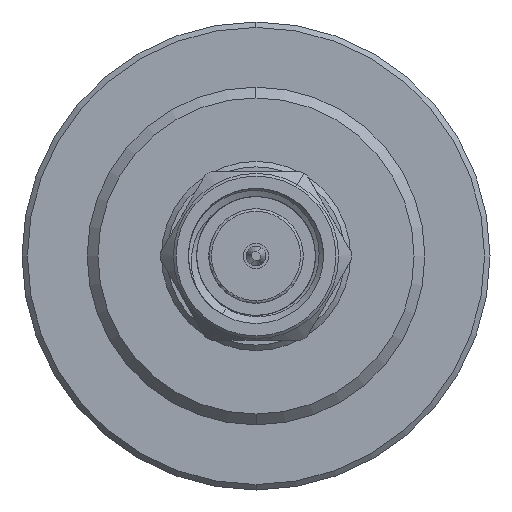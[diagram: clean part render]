
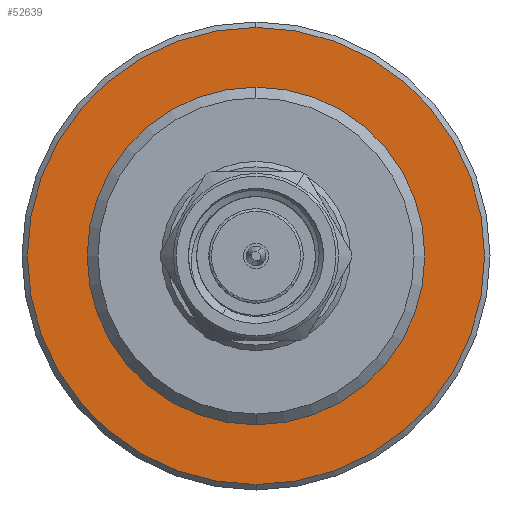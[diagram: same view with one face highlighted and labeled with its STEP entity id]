
A CAD part, left-side view. The second image highlights one B-rep face of the part: STEP entity #52639.
In plain terms, the highlighted face is planar.
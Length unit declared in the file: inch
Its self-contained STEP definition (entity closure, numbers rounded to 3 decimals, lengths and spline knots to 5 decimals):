
#1154 = DIRECTION ( 'NONE',  ( 0., 0., -1. ) ) ;
#1253 = EDGE_CURVE ( 'NONE', #38083, #60292, #26306, .T. ) ;
#1776 = DIRECTION ( 'NONE',  ( 1., 0., 0. ) ) ;
#2537 = DIRECTION ( 'NONE',  ( 0., 0., -1. ) ) ;
#2664 = AXIS2_PLACEMENT_3D ( 'NONE', #30949, #11888, #2537 ) ;
#2922 = DIRECTION ( 'NONE',  ( 1., 0., 0. ) ) ;
#5060 = ORIENTED_EDGE ( 'NONE', *, *, #1253, .T. ) ;
#6133 = CARTESIAN_POINT ( 'NONE',  ( 0.98425, 0., 0. ) ) ;
#6259 = DIRECTION ( 'NONE',  ( 0., 0., -1. ) ) ;
#11888 = DIRECTION ( 'NONE',  ( 1., 0., 0. ) ) ;
#13596 = DIRECTION ( 'NONE',  ( 1., 0., 0. ) ) ;
#17889 = DIRECTION ( 'NONE',  ( 0., 0., -1. ) ) ;
#21175 = CARTESIAN_POINT ( 'NONE',  ( 0.98425, 0., -0.42307 ) ) ;
#21429 = ORIENTED_EDGE ( 'NONE', *, *, #47711, .T. ) ;
#22683 = CARTESIAN_POINT ( 'NONE',  ( 0.98425, 0.43307, 0. ) ) ;
#25629 = CIRCLE ( 'NONE', #2664, 0.3125 ) ;
#26306 = CIRCLE ( 'NONE', #29288, 0.42307 ) ;
#27688 = FACE_OUTER_BOUND ( 'NONE', #35778, .T. ) ;
#28849 = CARTESIAN_POINT ( 'NONE',  ( 0.98425, 0., 0. ) ) ;
#29140 = CARTESIAN_POINT ( 'NONE',  ( 0.98425, 0., 0.42307 ) ) ;
#29288 = AXIS2_PLACEMENT_3D ( 'NONE', #28849, #52230, #6259 ) ;
#29744 = EDGE_CURVE ( 'NONE', #31057, #32012, #25629, .T. ) ;
#30949 = CARTESIAN_POINT ( 'NONE',  ( 0.98425, 0., 0. ) ) ;
#31057 = VERTEX_POINT ( 'NONE', #50431 ) ;
#31775 = AXIS2_PLACEMENT_3D ( 'NONE', #6133, #1776, #1154 ) ;
#32012 = VERTEX_POINT ( 'NONE', #32814 ) ;
#32050 = FACE_BOUND ( 'NONE', #33518, .T. ) ;
#32814 = CARTESIAN_POINT ( 'NONE',  ( 0.98425, 0., 0.3125 ) ) ;
#33518 = EDGE_LOOP ( 'NONE', ( #48477, #55150 ) ) ;
#35778 = EDGE_LOOP ( 'NONE', ( #21429, #5060 ) ) ;
#36171 = AXIS2_PLACEMENT_3D ( 'NONE', #22683, #13596, #46408 ) ;
#38083 = VERTEX_POINT ( 'NONE', #21175 ) ;
#39700 = EDGE_CURVE ( 'NONE', #32012, #31057, #42701, .T. ) ;
#42624 = PLANE ( 'NONE',  #36171 ) ;
#42701 = CIRCLE ( 'NONE', #31775, 0.3125 ) ;
#46002 = AXIS2_PLACEMENT_3D ( 'NONE', #50661, #2922, #17889 ) ;
#46408 = DIRECTION ( 'NONE',  ( 0., 0., -1. ) ) ;
#47711 = EDGE_CURVE ( 'NONE', #60292, #38083, #54974, .T. ) ;
#48477 = ORIENTED_EDGE ( 'NONE', *, *, #29744, .F. ) ;
#50431 = CARTESIAN_POINT ( 'NONE',  ( 0.98425, 0., -0.3125 ) ) ;
#50661 = CARTESIAN_POINT ( 'NONE',  ( 0.98425, 0., 0. ) ) ;
#52230 = DIRECTION ( 'NONE',  ( 1., 0., 0. ) ) ;
#52639 = ADVANCED_FACE ( 'NONE', ( #27688, #32050 ), #42624, .T. ) ;
#54974 = CIRCLE ( 'NONE', #46002, 0.42307 ) ;
#55150 = ORIENTED_EDGE ( 'NONE', *, *, #39700, .F. ) ;
#60292 = VERTEX_POINT ( 'NONE', #29140 ) ;
